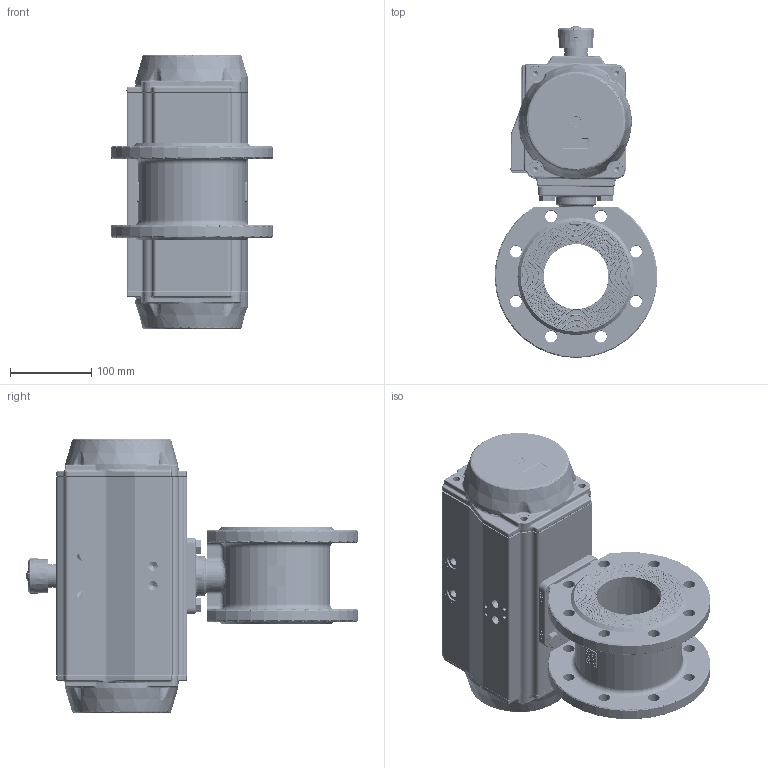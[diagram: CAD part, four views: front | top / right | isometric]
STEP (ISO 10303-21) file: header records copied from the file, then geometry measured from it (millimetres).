
FILE_DESCRIPTION(/* description */ ('Unknown'),/* implementation_level */ '2;1');
FILE_NAME(/* name */ 'PE07 0939-11',/* time_stamp */ '2025-03-20T09:36:35+01:00',/* author */ ('Unknown'),/* organization */ ('Unknown'),/* preprocessor_version */ 'ST-DEVELOPER v19.4',/* originating_system */ 'Solid Edge',/* authorisation */ 'Unknown');
FILE_SCHEMA (('AUTOMOTIVE_DESIGN {1 0 10303 214 3 1 1}'));
Products named in the file (18): PE07 0939-11; 939-11_(8M.460.080); Stem; Cap; Body; Small hex thin nuts-Fine pitch thread GB_GB_FASTENER_NUT_SSFNTT B M24
X1.5-N; Nut Stopper; PD08_PE07; VTE125埴詰; vt125-2016-06-25; vt125-2016-06-25   酘傷裔_MIR; VT125-03-01   活塞; VT125-3 粣; Optische Anzeige; ______; ________(___________; cup head nib bolts with large head gb_GB_FASTENER_BOLT_CHNBW M6X25-N; DIN 933 M10x25 A2-70 BLK_EDST
Assembly tree (24 placements, depth 4):
  PE07 0939-11
    939-11_(8M.460.080)
      Stem
      Cap
      Body
      Small hex thin nuts-Fine pitch thread GB_GB_FASTENER_NUT_SSFNTT B M24
X1.5-N
      Nut Stopper
    PD08_PE07
      VTE125埴詰
      vt125-2016-06-25
      vt125-2016-06-25   酘傷裔_MIR
      VT125-03-01   活塞  x2
      VT125-3 粣
      Optische Anzeige
        ______
        ________(___________  x4
        cup head nib bolts with large head gb_GB_FASTENER_BOLT_CHNBW M6X25-N
    DIN 933 M10x25 A2-70 BLK_EDST  x4
Bounding box: 199.96 x 408 x 337 mm (x, y, z)
Volume: 4498211.2 mm3; surface area: 933256.5 mm2
Topology: 22 solids, 22 shells, 3744 faces, 9338 edges, 5746 vertices
Faces by surface type: plane 1089, cylinder 939, bspline 867, torus 521, cone 271, sphere 57
Full cylindrical faces by diameter (mm): 3 x16, 3.3 x8, 4.134 x8, 4.66 x1, 4.917 x1, 6 x2, 6.2 x1, 6.647 x12, 7 x1, 8 x4, 8.376 x4, 10 x4, 10.106 x2, 11.445 x2, 13 x2, 14.2 x16, 17 x12, 17.5 x2, 18.3 x1, 22 x3, 22.1 x1, 22.376 x1, 25 x1, 26 x2, 26.4 x1, 28 x2, 28.2 x1, 29 x1, 30 x5, 38.5 x1
Entity records: 150542 total; most frequent: CARTESIAN_POINT 87405, ORIENTED_EDGE 13866, DIRECTION 11089, EDGE_CURVE 6933, VERTEX_POINT 4499, AXIS2_PLACEMENT_3D 4254, FACE_BOUND 3494, EDGE_LOOP 3472
